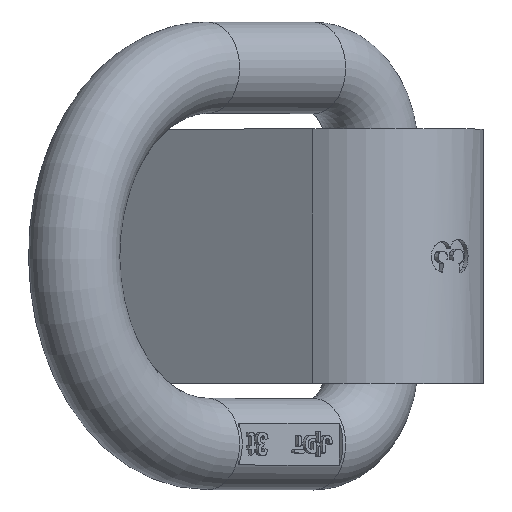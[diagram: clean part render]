
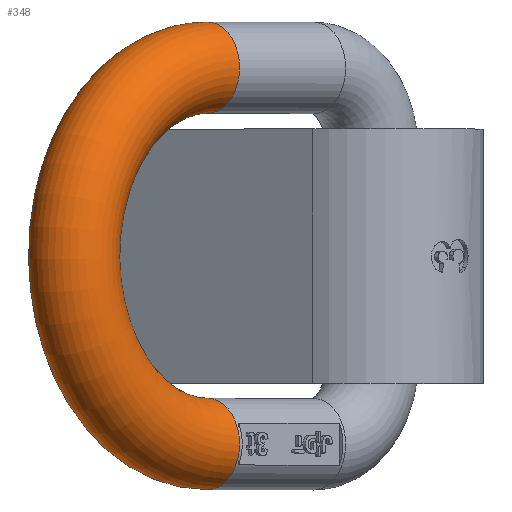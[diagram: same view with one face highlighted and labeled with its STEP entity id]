
A CAD part, top view. The second image highlights one B-rep face of the part: STEP entity #348.
In plain terms, the highlighted toroidal (fillet/blend) face has major radius 37 mm and minor radius 9 mm.
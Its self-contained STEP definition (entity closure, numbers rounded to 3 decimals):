
#23=TOROIDAL_SURFACE('',#2371,37.,9.);
#113=CIRCLE('',#2346,9.);
#131=CIRCLE('',#2366,9.);
#170=FACE_BOUND('',#651,.T.);
#171=FACE_BOUND('',#652,.T.);
#348=ADVANCED_FACE('',(#170,#171),#23,.T.);
#651=EDGE_LOOP('',(#1019));
#652=EDGE_LOOP('',(#1020));
#1019=ORIENTED_EDGE('',*,*,#1772,.F.);
#1020=ORIENTED_EDGE('',*,*,#1697,.T.);
#1448=VERTEX_POINT('',#3607);
#1523=VERTEX_POINT('',#3853);
#1697=EDGE_CURVE('',#1448,#1448,#113,.T.);
#1772=EDGE_CURVE('',#1523,#1523,#131,.T.);
#2346=AXIS2_PLACEMENT_3D('',#3606,#2585,#2586);
#2366=AXIS2_PLACEMENT_3D('',#3852,#2660,#2661);
#2371=AXIS2_PLACEMENT_3D('',#3859,#2670,#2671);
#2585=DIRECTION('',(-0.707,0.,0.707));
#2586=DIRECTION('',(0.707,0.,0.707));
#2660=DIRECTION('',(0.707,0.,-0.707));
#2661=DIRECTION('',(0.707,0.,0.707));
#2670=DIRECTION('',(-0.707,0.,-0.707));
#2671=DIRECTION('',(0.,-1.,0.));
#3606=CARTESIAN_POINT('',(-32.88,37.,32.88));
#3607=CARTESIAN_POINT('',(-26.517,37.,39.244));
#3852=CARTESIAN_POINT('',(-32.88,-37.,32.88));
#3853=CARTESIAN_POINT('',(-26.517,-37.,39.244));
#3859=CARTESIAN_POINT('',(-32.88,0.,32.88));
